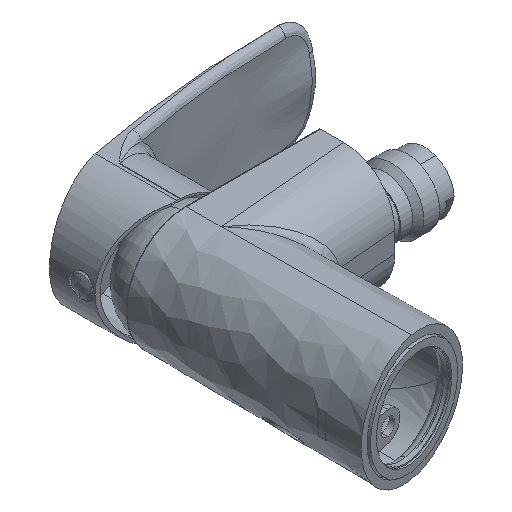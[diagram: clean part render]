
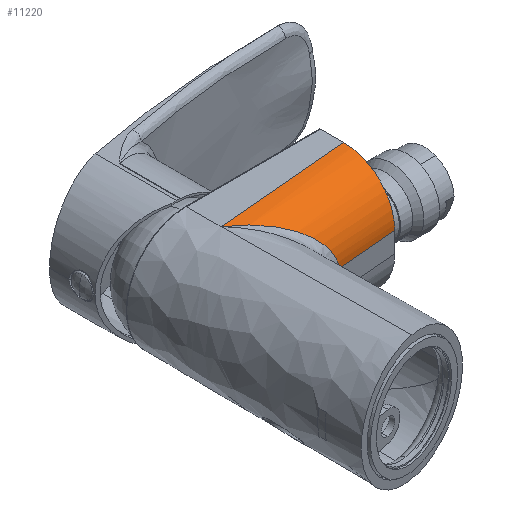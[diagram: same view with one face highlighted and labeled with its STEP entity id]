
A CAD part, isometric view. The second image highlights one B-rep face of the part: STEP entity #11220.
In plain terms, the highlighted cylindrical face has radius 20.75 mm (diameter 41.5 mm), a partial arc.
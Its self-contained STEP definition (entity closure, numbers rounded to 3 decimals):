
#166 = CARTESIAN_POINT ( 'NONE',  ( 24.528, 75.52, 24.682 ) ) ;
#271 = CARTESIAN_POINT ( 'NONE',  ( 24.821, 75.329, 24.65 ) ) ;
#699 = CARTESIAN_POINT ( 'NONE',  ( 43.873, 63.182, 16.241 ) ) ;
#810 = CARTESIAN_POINT ( 'NONE',  ( 29.721, 72.15, 23.765 ) ) ;
#914 = CARTESIAN_POINT ( 'NONE',  ( 41.087, 64.893, 18.513 ) ) ;
#1019 = CARTESIAN_POINT ( 'NONE',  ( 40.274, 65.397, 19.089 ) ) ;
#2636 = CARTESIAN_POINT ( 'NONE',  ( 24.718, 75.396, 24.662 ) ) ;
#3073 = CARTESIAN_POINT ( 'NONE',  ( 32.356, 70.44, 23.076 ) ) ;
#3154 = CARTESIAN_POINT ( 'NONE',  ( 75.301, 83.108, 24.932 ) ) ;
#3179 = CARTESIAN_POINT ( 'NONE',  ( 42.606, 63.952, 17.389 ) ) ;
#3283 = CARTESIAN_POINT ( 'NONE',  ( 34.444, 69.088, 22.28 ) ) ;
#3397 = CARTESIAN_POINT ( 'NONE',  ( 30.019, 71.957, 23.688 ) ) ;
#4281 = ORIENTED_EDGE ( 'NONE', *, *, #30260, .T. ) ;
#5561 = CARTESIAN_POINT ( 'NONE',  ( 28.095, 73.204, 24.137 ) ) ;
#5670 = CARTESIAN_POINT ( 'NONE',  ( 47.622, 61.05, 11.58 ) ) ;
#5773 = CARTESIAN_POINT ( 'NONE',  ( 50.492, 59.924, 4.162 ) ) ;
#6479 = EDGE_CURVE ( 'NONE', #23061, #31763, #19339, .T. ) ;
#6886 = AXIS2_PLACEMENT_3D ( 'NONE', #13941, #31211, #18672 ) ;
#7478 = CARTESIAN_POINT ( 'NONE',  ( 20.3, 78.296, 24.889 ) ) ;
#7630 = CYLINDRICAL_SURFACE ( 'NONE', #6886, 20.75 ) ;
#8015 = CARTESIAN_POINT ( 'NONE',  ( 24.825, 75.327, 24.65 ) ) ;
#8123 = CARTESIAN_POINT ( 'NONE',  ( 47.708, 61.005, 11.441 ) ) ;
#8339 = CARTESIAN_POINT ( 'NONE',  ( 47.289, 61.227, 12.097 ) ) ;
#9929 = CARTESIAN_POINT ( 'NONE',  ( 23.751, 76.027, 24.758 ) ) ;
#10324 = CARTESIAN_POINT ( 'NONE',  ( 50.492, 59.924, 4.162 ) ) ;
#10451 = CARTESIAN_POINT ( 'NONE',  ( 30.028, 71.951, 23.686 ) ) ;
#10558 = CARTESIAN_POINT ( 'NONE',  ( 45.528, 62.211, 14.438 ) ) ;
#10642 = ORIENTED_EDGE ( 'NONE', *, *, #6479, .T. ) ;
#10648 = CARTESIAN_POINT ( 'NONE',  ( 75.301, 70.821, 25.039 ) ) ;
#10769 = CARTESIAN_POINT ( 'NONE',  ( 30.033, 71.948, 23.685 ) ) ;
#10871 = CARTESIAN_POINT ( 'NONE',  ( 29.96, 71.995, 23.704 ) ) ;
#10905 = CARTESIAN_POINT ( 'NONE',  ( 20.3, 78.296, 24.889 ) ) ;
#11220 = ADVANCED_FACE ( 'NONE', ( #18738 ), #7630, .T. ) ;
#12425 = CARTESIAN_POINT ( 'NONE',  ( 20.3, 78.296, 24.889 ) ) ;
#12487 = CARTESIAN_POINT ( 'NONE',  ( 24.802, 75.341, 24.653 ) ) ;
#12632 = VERTEX_POINT ( 'NONE', #20955 ) ;
#12793 = VECTOR ( 'NONE', #31750, 1000. ) ;
#12886 = CARTESIAN_POINT ( 'NONE',  ( 75.301, 62.095, 4.181 ) ) ;
#12912 = CARTESIAN_POINT ( 'NONE',  ( 29.881, 72.046, 23.724 ) ) ;
#13017 = CARTESIAN_POINT ( 'NONE',  ( 41.13, 64.866, 18.482 ) ) ;
#13120 = CARTESIAN_POINT ( 'NONE',  ( 24.824, 75.327, 24.65 ) ) ;
#13222 = CARTESIAN_POINT ( 'NONE',  ( 28.511, 72.935, 24.05 ) ) ;
#13326 = CARTESIAN_POINT ( 'NONE',  ( 39.317, 65.995, 19.718 ) ) ;
#13342 = EDGE_CURVE ( 'NONE', #24045, #12632, #21580, .T. ) ;
#13838 = B_SPLINE_CURVE_WITH_KNOTS ( 'NONE', 3,
 ( #7478, #22547, #24574, #9929, #27064, #24671, #166, #17320, #2636, #27173, #12487, #29640, #271, #13120, #8015, #27814, #30060, #30276, #27708, #5561, #13222, #20188, #22655, #810, #12912, #10871, #15586, #3397, #10451, #10769, #15691, #3073, #3283, #25112, #27599, #13326, #22751, #1019, #20410, #23064, #27920, #914, #13017, #3179, #699, #10558, #30166, #15362, #17848, #8339, #20299, #5670, #8123, #25227, #17957, #15478, #28037, #18062, #20510, #5773 ),
 .UNSPECIFIED., .F., .F.,
 ( 4, 2, 2, 2, 1, 1, 1, 1, 1, 1, 2, 2, 2, 2, 1, 1, 1, 1, 1, 1, 2, 2, 2, 2, 2, 1, 1, 2, 2, 2, 2, 2, 1, 1, 1, 1, 2, 2, 4 ),
 ( 0., 0.062, 0.094, 0.109, 0.117, 0.121, 0.123, 0.124, 0.125, 0.125, 0.125, 0.125, 0.187, 0.219, 0.234, 0.242, 0.246, 0.248, 0.249, 0.25, 0.25, 0.25, 0.375, 0.437, 0.469, 0.484, 0.492, 0.496, 0.5, 0.625, 0.687, 0.719, 0.734, 0.742, 0.746, 0.748, 0.749, 0.75, 1. ),
 .UNSPECIFIED. ) ;
#13941 = CARTESIAN_POINT ( 'NONE',  ( 19.516, 78.043, 4.14 ) ) ;
#15362 = CARTESIAN_POINT ( 'NONE',  ( 46.743, 61.525, 12.886 ) ) ;
#15478 = CARTESIAN_POINT ( 'NONE',  ( 47.781, 60.967, 11.321 ) ) ;
#15586 = CARTESIAN_POINT ( 'NONE',  ( 30., 71.969, 23.693 ) ) ;
#15691 = CARTESIAN_POINT ( 'NONE',  ( 30.034, 71.947, 23.684 ) ) ;
#17320 = CARTESIAN_POINT ( 'NONE',  ( 24.659, 75.434, 24.668 ) ) ;
#17848 = CARTESIAN_POINT ( 'NONE',  ( 46.967, 61.401, 12.572 ) ) ;
#17938 = CARTESIAN_POINT ( 'NONE',  ( 75.301, 62.095, 16.422 ) ) ;
#17957 = CARTESIAN_POINT ( 'NONE',  ( 47.769, 60.973, 11.341 ) ) ;
#18062 = CARTESIAN_POINT ( 'NONE',  ( 49.173, 60.243, 9.023 ) ) ;
#18614 = CARTESIAN_POINT ( 'NONE',  ( 75.301, 83.108, 24.932 ) ) ;
#18672 = DIRECTION ( 'NONE',  ( -0.087, 0.996, 0. ) ) ;
#18738 = FACE_OUTER_BOUND ( 'NONE', #24439, .T. ) ;
#19339 = LINE ( 'NONE', #26057, #12793 ) ;
#20188 = CARTESIAN_POINT ( 'NONE',  ( 29.105, 72.55, 23.915 ) ) ;
#20299 = CARTESIAN_POINT ( 'NONE',  ( 47.445, 61.143, 11.859 ) ) ;
#20410 = CARTESIAN_POINT ( 'NONE',  ( 40.552, 65.225, 18.898 ) ) ;
#20510 = CARTESIAN_POINT ( 'NONE',  ( 50.073, 59.888, 6.595 ) ) ;
#20955 = CARTESIAN_POINT ( 'NONE',  ( 75.301, 83.108, 24.932 ) ) ;
#21379 = EDGE_CURVE ( 'NONE', #12632, #31763, #21724, .T. ) ;
#21580 = B_SPLINE_CURVE_WITH_KNOTS ( 'NONE', 3,
 ( #10905, #23407, #30519, #18614 ),
 .UNSPECIFIED., .F., .F.,
 ( 4, 4 ),
 ( 0., 0.979 ),
 .UNSPECIFIED. ) ;
#21724 =( BOUNDED_CURVE ( )  B_SPLINE_CURVE ( 3, ( #3154, #10648, #17938, #12886 ),
 .UNSPECIFIED., .F., .F. ) 
 B_SPLINE_CURVE_WITH_KNOTS ( ( 4, 4 ),
 ( 1.553, 3.133 ),
 .UNSPECIFIED. ) 
 CURVE ( )  GEOMETRIC_REPRESENTATION_ITEM ( )  RATIONAL_B_SPLINE_CURVE ( ( 1., 0.803, 0.803, 1. ) ) 
 REPRESENTATION_ITEM ( '' )  );
#22139 = ORIENTED_EDGE ( 'NONE', *, *, #21379, .F. ) ;
#22547 = CARTESIAN_POINT ( 'NONE',  ( 21.595, 77.443, 24.899 ) ) ;
#22655 = CARTESIAN_POINT ( 'NONE',  ( 29.395, 72.361, 23.846 ) ) ;
#22751 = CARTESIAN_POINT ( 'NONE',  ( 39.708, 65.75, 19.468 ) ) ;
#23061 = VERTEX_POINT ( 'NONE', #10324 ) ;
#23064 = CARTESIAN_POINT ( 'NONE',  ( 40.866, 65.03, 18.674 ) ) ;
#23407 = CARTESIAN_POINT ( 'NONE',  ( 38.634, 79.9, 24.904 ) ) ;
#24045 = VERTEX_POINT ( 'NONE', #12425 ) ;
#24439 = EDGE_LOOP ( 'NONE', ( #22139, #26429, #4281, #10642 ) ) ;
#24574 = CARTESIAN_POINT ( 'NONE',  ( 22.62, 76.768, 24.842 ) ) ;
#24671 = CARTESIAN_POINT ( 'NONE',  ( 24.424, 75.587, 24.693 ) ) ;
#25112 = CARTESIAN_POINT ( 'NONE',  ( 37.228, 67.312, 20.931 ) ) ;
#25227 = CARTESIAN_POINT ( 'NONE',  ( 47.751, 60.982, 11.371 ) ) ;
#26057 = CARTESIAN_POINT ( 'NONE',  ( 50.492, 59.924, 4.162 ) ) ;
#26429 = ORIENTED_EDGE ( 'NONE', *, *, #13342, .F. ) ;
#27064 = CARTESIAN_POINT ( 'NONE',  ( 24.061, 75.824, 24.729 ) ) ;
#27173 = CARTESIAN_POINT ( 'NONE',  ( 24.776, 75.358, 24.655 ) ) ;
#27599 = CARTESIAN_POINT ( 'NONE',  ( 38.098, 66.761, 20.456 ) ) ;
#27708 = CARTESIAN_POINT ( 'NONE',  ( 26.792, 74.049, 24.386 ) ) ;
#27814 = CARTESIAN_POINT ( 'NONE',  ( 24.826, 75.326, 24.65 ) ) ;
#27920 = CARTESIAN_POINT ( 'NONE',  ( 40.999, 64.947, 18.577 ) ) ;
#28014 = CARTESIAN_POINT ( 'NONE',  ( 75.301, 62.095, 4.181 ) ) ;
#28037 = CARTESIAN_POINT ( 'NONE',  ( 47.788, 60.963, 11.31 ) ) ;
#29640 = CARTESIAN_POINT ( 'NONE',  ( 24.815, 75.333, 24.651 ) ) ;
#30060 = CARTESIAN_POINT ( 'NONE',  ( 24.825, 75.327, 24.65 ) ) ;
#30166 = CARTESIAN_POINT ( 'NONE',  ( 46.039, 61.918, 13.823 ) ) ;
#30260 = EDGE_CURVE ( 'NONE', #24045, #23061, #13838, .T. ) ;
#30276 = CARTESIAN_POINT ( 'NONE',  ( 25.848, 74.663, 24.535 ) ) ;
#30519 = CARTESIAN_POINT ( 'NONE',  ( 56.967, 81.504, 24.918 ) ) ;
#31211 = DIRECTION ( 'NONE',  ( 0.996, 0.087, 0.001 ) ) ;
#31750 = DIRECTION ( 'NONE',  ( 0.996, 0.087, 0.001 ) ) ;
#31763 = VERTEX_POINT ( 'NONE', #28014 ) ;
